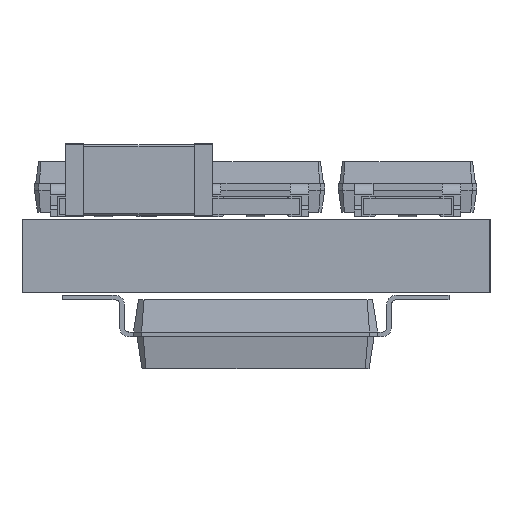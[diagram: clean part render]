
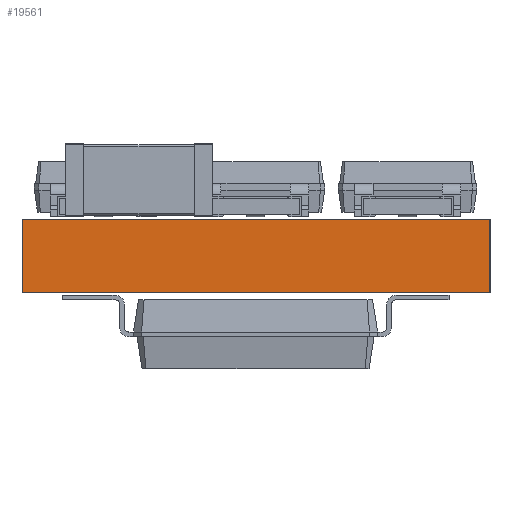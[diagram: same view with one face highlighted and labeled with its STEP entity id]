
A CAD part, left-side view. The second image highlights one B-rep face of the part: STEP entity #19561.
In plain terms, the highlighted planar face has unit normal (-1, 0, 0).
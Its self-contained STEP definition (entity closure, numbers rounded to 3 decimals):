
#19561 = ADVANCED_FACE('',(#19562),#19576,.F.);
#19562 = FACE_BOUND('',#19563,.F.);
#19563 = EDGE_LOOP('',(#19564,#19599,#19627,#19655));
#19564 = ORIENTED_EDGE('',*,*,#19565,.T.);
#19565 = EDGE_CURVE('',#19566,#19568,#19570,.T.);
#19566 = VERTEX_POINT('',#19567);
#19567 = CARTESIAN_POINT('',(128.27,-125.73,0.));
#19568 = VERTEX_POINT('',#19569);
#19569 = CARTESIAN_POINT('',(128.27,-125.73,1.6));
#19570 = SURFACE_CURVE('',#19571,(#19575,#19587),.PCURVE_S1.);
#19571 = LINE('',#19572,#19573);
#19572 = CARTESIAN_POINT('',(128.27,-125.73,0.));
#19573 = VECTOR('',#19574,1.);
#19574 = DIRECTION('',(0.,0.,1.));
#19575 = PCURVE('',#19576,#19581);
#19576 = PLANE('',#19577);
#19577 = AXIS2_PLACEMENT_3D('',#19578,#19579,#19580);
#19578 = CARTESIAN_POINT('',(128.27,-125.73,0.));
#19579 = DIRECTION('',(1.,0.,0.));
#19580 = DIRECTION('',(0.,-1.,0.));
#19581 = DEFINITIONAL_REPRESENTATION('',(#19582),#19586);
#19582 = LINE('',#19583,#19584);
#19583 = CARTESIAN_POINT('',(0.,0.));
#19584 = VECTOR('',#19585,1.);
#19585 = DIRECTION('',(0.,-1.));
#19586 = ( GEOMETRIC_REPRESENTATION_CONTEXT(2) 
PARAMETRIC_REPRESENTATION_CONTEXT() REPRESENTATION_CONTEXT('2D SPACE',''
  ) );
#19587 = PCURVE('',#19588,#19593);
#19588 = PLANE('',#19589);
#19589 = AXIS2_PLACEMENT_3D('',#19590,#19591,#19592);
#19590 = CARTESIAN_POINT('',(140.97,-125.73,0.));
#19591 = DIRECTION('',(0.,-1.,0.));
#19592 = DIRECTION('',(-1.,0.,0.));
#19593 = DEFINITIONAL_REPRESENTATION('',(#19594),#19598);
#19594 = LINE('',#19595,#19596);
#19595 = CARTESIAN_POINT('',(12.7,0.));
#19596 = VECTOR('',#19597,1.);
#19597 = DIRECTION('',(0.,-1.));
#19598 = ( GEOMETRIC_REPRESENTATION_CONTEXT(2) 
PARAMETRIC_REPRESENTATION_CONTEXT() REPRESENTATION_CONTEXT('2D SPACE',''
  ) );
#19599 = ORIENTED_EDGE('',*,*,#19600,.T.);
#19600 = EDGE_CURVE('',#19568,#19601,#19603,.T.);
#19601 = VERTEX_POINT('',#19602);
#19602 = CARTESIAN_POINT('',(128.27,-135.89,1.6));
#19603 = SURFACE_CURVE('',#19604,(#19608,#19615),.PCURVE_S1.);
#19604 = LINE('',#19605,#19606);
#19605 = CARTESIAN_POINT('',(128.27,-125.73,1.6));
#19606 = VECTOR('',#19607,1.);
#19607 = DIRECTION('',(0.,-1.,0.));
#19608 = PCURVE('',#19576,#19609);
#19609 = DEFINITIONAL_REPRESENTATION('',(#19610),#19614);
#19610 = LINE('',#19611,#19612);
#19611 = CARTESIAN_POINT('',(0.,-1.6));
#19612 = VECTOR('',#19613,1.);
#19613 = DIRECTION('',(1.,0.));
#19614 = ( GEOMETRIC_REPRESENTATION_CONTEXT(2) 
PARAMETRIC_REPRESENTATION_CONTEXT() REPRESENTATION_CONTEXT('2D SPACE',''
  ) );
#19615 = PCURVE('',#19616,#19621);
#19616 = PLANE('',#19617);
#19617 = AXIS2_PLACEMENT_3D('',#19618,#19619,#19620);
#19618 = CARTESIAN_POINT('',(134.62,-130.81,1.6));
#19619 = DIRECTION('',(0.,0.,1.));
#19620 = DIRECTION('',(1.,0.,0.));
#19621 = DEFINITIONAL_REPRESENTATION('',(#19622),#19626);
#19622 = LINE('',#19623,#19624);
#19623 = CARTESIAN_POINT('',(-6.35,5.08));
#19624 = VECTOR('',#19625,1.);
#19625 = DIRECTION('',(0.,-1.));
#19626 = ( GEOMETRIC_REPRESENTATION_CONTEXT(2) 
PARAMETRIC_REPRESENTATION_CONTEXT() REPRESENTATION_CONTEXT('2D SPACE',''
  ) );
#19627 = ORIENTED_EDGE('',*,*,#19628,.F.);
#19628 = EDGE_CURVE('',#19629,#19601,#19631,.T.);
#19629 = VERTEX_POINT('',#19630);
#19630 = CARTESIAN_POINT('',(128.27,-135.89,0.));
#19631 = SURFACE_CURVE('',#19632,(#19636,#19643),.PCURVE_S1.);
#19632 = LINE('',#19633,#19634);
#19633 = CARTESIAN_POINT('',(128.27,-135.89,0.));
#19634 = VECTOR('',#19635,1.);
#19635 = DIRECTION('',(0.,0.,1.));
#19636 = PCURVE('',#19576,#19637);
#19637 = DEFINITIONAL_REPRESENTATION('',(#19638),#19642);
#19638 = LINE('',#19639,#19640);
#19639 = CARTESIAN_POINT('',(10.16,0.));
#19640 = VECTOR('',#19641,1.);
#19641 = DIRECTION('',(0.,-1.));
#19642 = ( GEOMETRIC_REPRESENTATION_CONTEXT(2) 
PARAMETRIC_REPRESENTATION_CONTEXT() REPRESENTATION_CONTEXT('2D SPACE',''
  ) );
#19643 = PCURVE('',#19644,#19649);
#19644 = PLANE('',#19645);
#19645 = AXIS2_PLACEMENT_3D('',#19646,#19647,#19648);
#19646 = CARTESIAN_POINT('',(128.27,-135.89,0.));
#19647 = DIRECTION('',(0.,1.,0.));
#19648 = DIRECTION('',(1.,0.,0.));
#19649 = DEFINITIONAL_REPRESENTATION('',(#19650),#19654);
#19650 = LINE('',#19651,#19652);
#19651 = CARTESIAN_POINT('',(0.,0.));
#19652 = VECTOR('',#19653,1.);
#19653 = DIRECTION('',(0.,-1.));
#19654 = ( GEOMETRIC_REPRESENTATION_CONTEXT(2) 
PARAMETRIC_REPRESENTATION_CONTEXT() REPRESENTATION_CONTEXT('2D SPACE',''
  ) );
#19655 = ORIENTED_EDGE('',*,*,#19656,.F.);
#19656 = EDGE_CURVE('',#19566,#19629,#19657,.T.);
#19657 = SURFACE_CURVE('',#19658,(#19662,#19669),.PCURVE_S1.);
#19658 = LINE('',#19659,#19660);
#19659 = CARTESIAN_POINT('',(128.27,-125.73,0.));
#19660 = VECTOR('',#19661,1.);
#19661 = DIRECTION('',(0.,-1.,0.));
#19662 = PCURVE('',#19576,#19663);
#19663 = DEFINITIONAL_REPRESENTATION('',(#19664),#19668);
#19664 = LINE('',#19665,#19666);
#19665 = CARTESIAN_POINT('',(0.,0.));
#19666 = VECTOR('',#19667,1.);
#19667 = DIRECTION('',(1.,0.));
#19668 = ( GEOMETRIC_REPRESENTATION_CONTEXT(2) 
PARAMETRIC_REPRESENTATION_CONTEXT() REPRESENTATION_CONTEXT('2D SPACE',''
  ) );
#19669 = PCURVE('',#19670,#19675);
#19670 = PLANE('',#19671);
#19671 = AXIS2_PLACEMENT_3D('',#19672,#19673,#19674);
#19672 = CARTESIAN_POINT('',(134.62,-130.81,0.));
#19673 = DIRECTION('',(0.,0.,1.));
#19674 = DIRECTION('',(1.,0.,0.));
#19675 = DEFINITIONAL_REPRESENTATION('',(#19676),#19680);
#19676 = LINE('',#19677,#19678);
#19677 = CARTESIAN_POINT('',(-6.35,5.08));
#19678 = VECTOR('',#19679,1.);
#19679 = DIRECTION('',(0.,-1.));
#19680 = ( GEOMETRIC_REPRESENTATION_CONTEXT(2) 
PARAMETRIC_REPRESENTATION_CONTEXT() REPRESENTATION_CONTEXT('2D SPACE',''
  ) );
